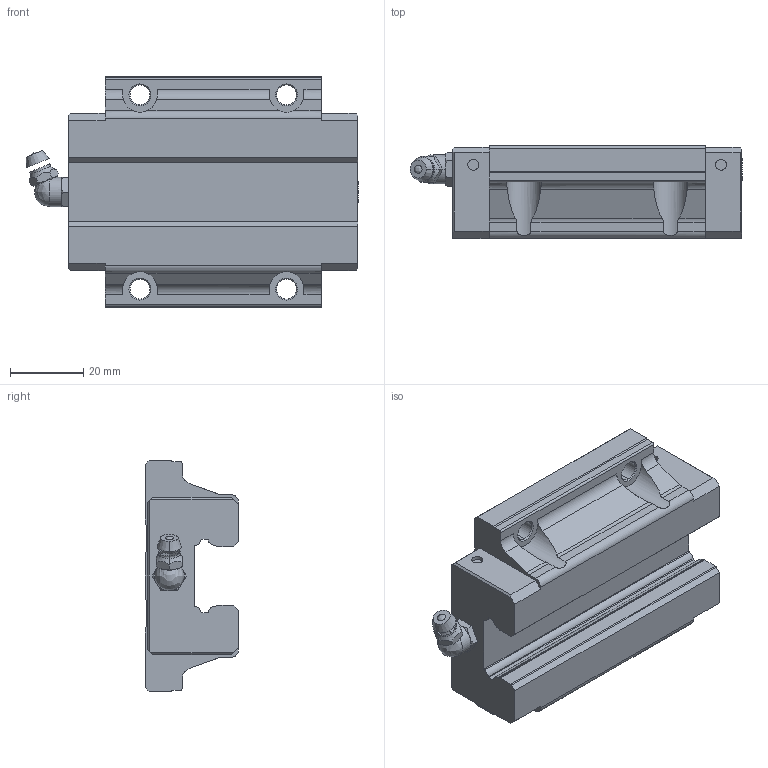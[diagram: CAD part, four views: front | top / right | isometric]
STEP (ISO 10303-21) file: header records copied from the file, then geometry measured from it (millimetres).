
FILE_DESCRIPTION (( 'STEP AP214' ), '1' );
FILE_NAME ('SHS20CSS, Føringsvogn, Bondy.STEP', '2020-06-15T07:53:51', ( '' ), ( '' ), 'SwSTEP 2.0', 'SolidWorks 2020', '' );
FILE_SCHEMA (( 'AUTOMOTIVE_DESIGN' ));
Length unit declared in the file: millimetre
Products named in the file (3): _SHS20CSSB-M6F1 Slide25-55; SHS20CSS, Føringsvogn, Bondy; _B-M6F-SHS_grease_nipple_joint
Assembly tree (2 placements, depth 2):
  SHS20CSS, Føringsvogn, Bondy
    _SHS20CSSB-M6F1 Slide25-55
    _B-M6F-SHS_grease_nipple_joint
Bounding box: 90.6 x 25.4 x 63 mm (x, y, z)
Volume: 82533.2 mm3; surface area: 18183.8 mm2
Topology: 1 solids, 3 shells, 206 faces, 559 edges, 360 vertices
Faces by surface type: plane 98, cylinder 66, cone 36, bspline 6
Entity records: 6932 total; most frequent: CARTESIAN_POINT 1650, ORIENTED_EDGE 1102, DIRECTION 1080, EDGE_CURVE 553, AXIS2_PLACEMENT_3D 380, VERTEX_POINT 360, VECTOR 320, LINE 320
